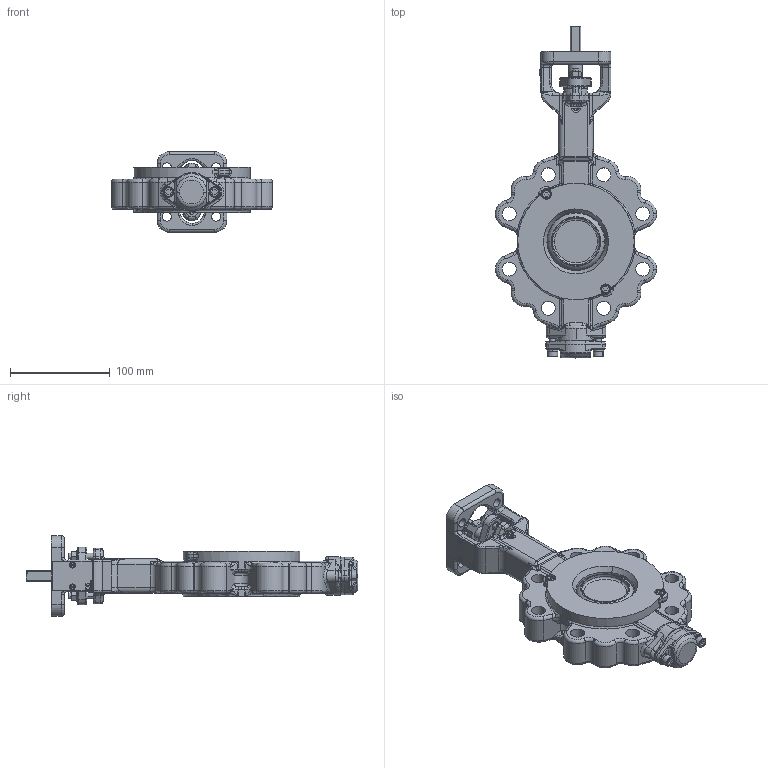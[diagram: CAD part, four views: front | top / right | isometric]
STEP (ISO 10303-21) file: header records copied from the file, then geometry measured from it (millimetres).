
FILE_DESCRIPTION (( 'STEP AP203' ), '1' );
FILE_NAME ('JHP LUG DN65 PN10-16-25-40 BS.STEP', '2019-02-28T10:56:23', ( '' ), ( '' ), 'SwSTEP 2.0', 'SolidWorks 2017', '' );
FILE_SCHEMA (( 'CONFIG_CONTROL_DESIGN' ));
Length unit declared in the file: millimetre
Products named in the file (1): JHP LUG DN65 PN10-16-25-40 BS
Bounding box: 161.96 x 333.5 x 81 mm (x, y, z)
Volume: 877724 mm3; surface area: 136548.8 mm2
Topology: 1 solids, 7 shells, 1624 faces, 4042 edges, 2392 vertices
Faces by surface type: cylinder 494, plane 409, bspline 307, torus 306, cone 80, sphere 28
Entity records: 59544 total; most frequent: CARTESIAN_POINT 22985, ORIENTED_EDGE 7896, DIRECTION 7501, EDGE_CURVE 3948, AXIS2_PLACEMENT_3D 3042, VERTEX_POINT 2386, EDGE_LOOP 1730, CIRCLE 1724
